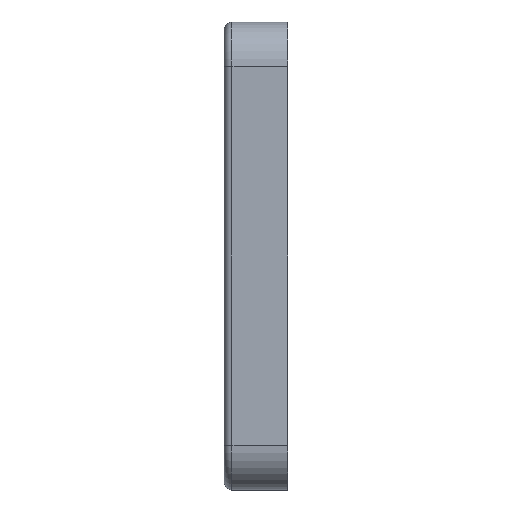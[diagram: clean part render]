
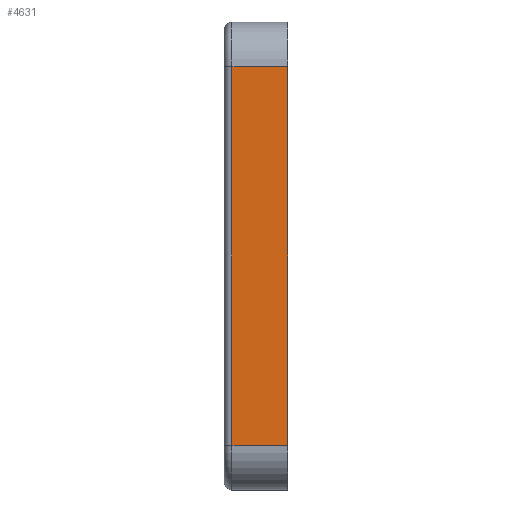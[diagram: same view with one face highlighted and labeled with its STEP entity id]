
A CAD part, left-side view. The second image highlights one B-rep face of the part: STEP entity #4631.
In plain terms, the highlighted planar face has unit normal (-1, 0, 0).
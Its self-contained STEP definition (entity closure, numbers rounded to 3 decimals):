
#283=PLANE('',#5155);
#737=FACE_OUTER_BOUND('',#1021,.T.);
#1021=EDGE_LOOP('',(#4304,#4305,#4306,#4307));
#1278=LINE('',#7828,#1647);
#1386=LINE('',#8535,#1755);
#1387=LINE('',#8544,#1756);
#1390=LINE('',#8551,#1759);
#1647=VECTOR('',#5978,10.);
#1755=VECTOR('',#6516,10.);
#1756=VECTOR('',#6533,10.);
#1759=VECTOR('',#6544,10.);
#2135=VERTEX_POINT('',#7825);
#2136=VERTEX_POINT('',#7827);
#2266=VERTEX_POINT('',#8529);
#2267=VERTEX_POINT('',#8533);
#2703=EDGE_CURVE('',#2136,#2135,#1278,.T.);
#2939=EDGE_CURVE('',#2266,#2267,#1386,.T.);
#2944=EDGE_CURVE('',#2136,#2266,#1387,.T.);
#2947=EDGE_CURVE('',#2135,#2267,#1390,.T.);
#4304=ORIENTED_EDGE('',*,*,#2939,.F.);
#4305=ORIENTED_EDGE('',*,*,#2944,.F.);
#4306=ORIENTED_EDGE('',*,*,#2703,.T.);
#4307=ORIENTED_EDGE('',*,*,#2947,.T.);
#4631=ADVANCED_FACE('',(#737),#283,.T.);
#5155=AXIS2_PLACEMENT_3D('',#8552,#6545,#6546);
#5978=DIRECTION('',(0.,0.,1.));
#6516=DIRECTION('',(0.,0.,1.));
#6533=DIRECTION('',(0.,1.,0.));
#6544=DIRECTION('',(0.,1.,0.));
#6545=DIRECTION('center_axis',(-1.,0.,0.));
#6546=DIRECTION('ref_axis',(0.,0.,1.));
#7825=CARTESIAN_POINT('',(-16.8,0.25,2.8));
#7827=CARTESIAN_POINT('',(-16.8,0.25,-46.5));
#7828=CARTESIAN_POINT('',(-16.8,0.25,-34.5));
#8529=CARTESIAN_POINT('',(-16.8,7.5,-46.5));
#8533=CARTESIAN_POINT('',(-16.8,7.5,2.8));
#8535=CARTESIAN_POINT('',(-16.8,7.5,-34.5));
#8544=CARTESIAN_POINT('',(-16.8,0.,-46.5));
#8551=CARTESIAN_POINT('',(-16.8,0.,2.8));
#8552=CARTESIAN_POINT('Origin',(-16.8,0.,-46.5));
